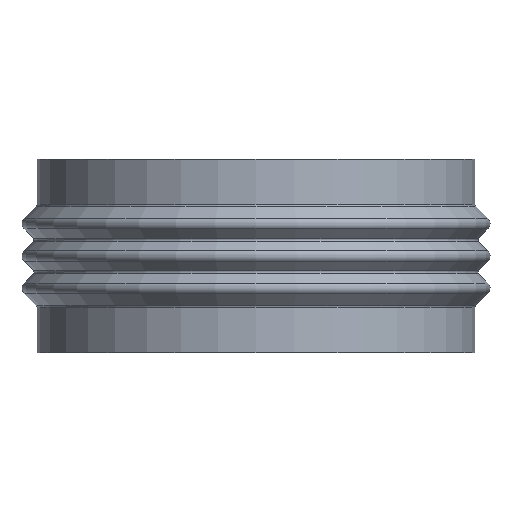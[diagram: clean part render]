
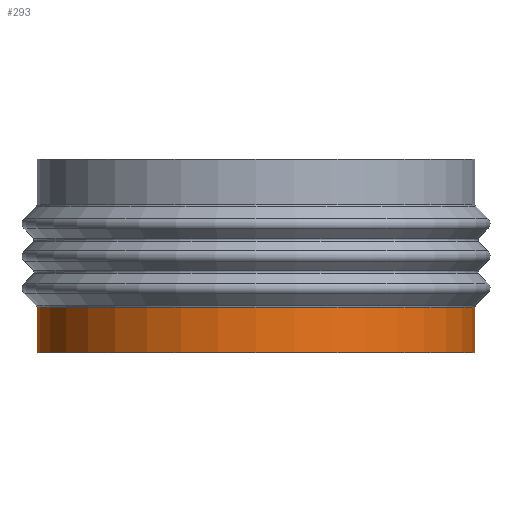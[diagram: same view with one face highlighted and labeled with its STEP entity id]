
A CAD part, front view. The second image highlights one B-rep face of the part: STEP entity #293.
In plain terms, the highlighted cylindrical face has radius 181.5 mm (diameter 363 mm), a full revolution.
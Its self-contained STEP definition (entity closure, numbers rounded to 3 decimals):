
#23 = CARTESIAN_POINT ( 'NONE',  ( 0., 0., 0. ) ) ;
#24 = DIRECTION ( 'NONE',  ( 0., -1., 0. ) ) ;
#39 = CYLINDRICAL_SURFACE ( 'NONE', #673, 181.5 ) ;
#82 = DIRECTION ( 'NONE',  ( 0., -1., 0. ) ) ;
#104 = EDGE_LOOP ( 'NONE', ( #224 ) ) ;
#200 = CARTESIAN_POINT ( 'NONE',  ( 0., -181.5, 0. ) ) ;
#216 = CARTESIAN_POINT ( 'NONE',  ( 0., -181.5, 37.515 ) ) ;
#221 = CIRCLE ( 'NONE', #233, 181.5 ) ;
#224 = ORIENTED_EDGE ( 'NONE', *, *, #245, .T. ) ;
#233 = AXIS2_PLACEMENT_3D ( 'NONE', #300, #357, #24 ) ;
#245 = EDGE_CURVE ( 'NONE', #352, #352, #221, .T. ) ;
#293 = ADVANCED_FACE ( 'NONE', ( #683, #637 ), #39, .T. ) ;
#300 = CARTESIAN_POINT ( 'NONE',  ( 0., 0., 0. ) ) ;
#319 = AXIS2_PLACEMENT_3D ( 'NONE', #600, #604, #431 ) ;
#335 = ORIENTED_EDGE ( 'NONE', *, *, #386, .F. ) ;
#352 = VERTEX_POINT ( 'NONE', #200 ) ;
#357 = DIRECTION ( 'NONE',  ( 0., 0., 1. ) ) ;
#386 = EDGE_CURVE ( 'NONE', #540, #540, #485, .T. ) ;
#431 = DIRECTION ( 'NONE',  ( 0., -1., 0. ) ) ;
#485 = CIRCLE ( 'NONE', #319, 181.5 ) ;
#540 = VERTEX_POINT ( 'NONE', #216 ) ;
#600 = CARTESIAN_POINT ( 'NONE',  ( 0., 0., 37.515 ) ) ;
#604 = DIRECTION ( 'NONE',  ( 0., 0., 1. ) ) ;
#637 = FACE_OUTER_BOUND ( 'NONE', #104, .T. ) ;
#673 = AXIS2_PLACEMENT_3D ( 'NONE', #23, #696, #82 ) ;
#683 = FACE_OUTER_BOUND ( 'NONE', #723, .T. ) ;
#696 = DIRECTION ( 'NONE',  ( 0., 0., 1. ) ) ;
#723 = EDGE_LOOP ( 'NONE', ( #335 ) ) ;
